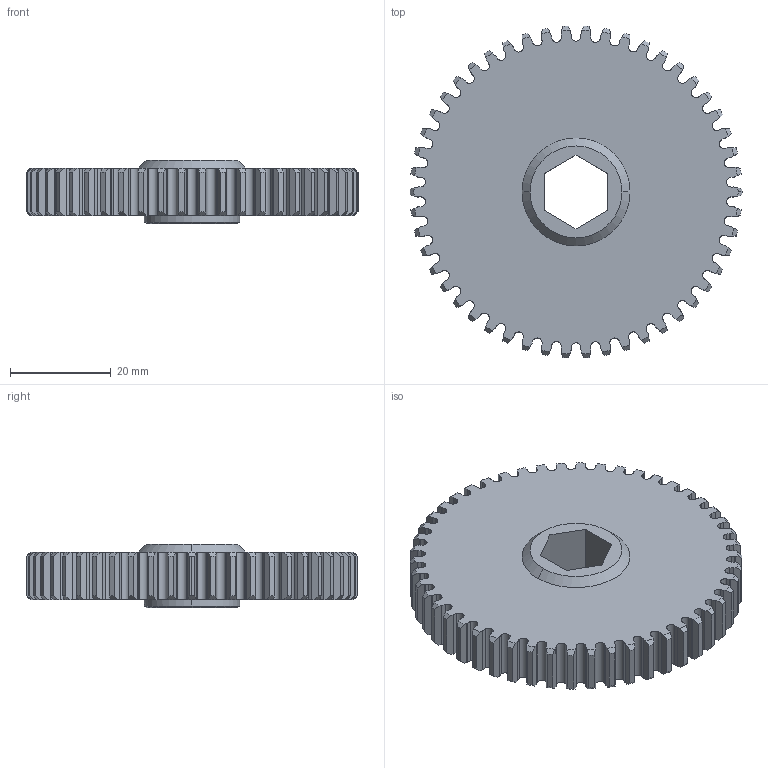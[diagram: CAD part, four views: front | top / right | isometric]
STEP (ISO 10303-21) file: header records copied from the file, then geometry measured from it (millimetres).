
FILE_DESCRIPTION (( 'STEP AP203' ), '1' );
FILE_NAME ('REV-21-1936.STEP', '2022-03-31T16:31:28', ( '' ), ( '' ), 'SwSTEP 2.0', 'SolidWorks 2022', '' );
FILE_SCHEMA (( 'CONFIG_CONTROL_DESIGN' ));
Length unit declared in the file: millimetre
Products named in the file (1): REV-21-1936
Bounding box: 66.04 x 65.97 x 12.7 mm (x, y, z)
Volume: 14021.4 mm3; surface area: 11828.6 mm2
Topology: 1 solids, 1 shells, 554 faces, 1644 edges, 1094 vertices
Faces by surface type: bspline 200, cylinder 127, plane 116, cone 107, torus 4
Entity records: 24550 total; most frequent: CARTESIAN_POINT 11147, ORIENTED_EDGE 3288, DIRECTION 2079, EDGE_CURVE 1644, VERTEX_POINT 1094, AXIS2_PLACEMENT_3D 730, B_SPLINE_CURVE_WITH_KNOTS 650, VECTOR 619
